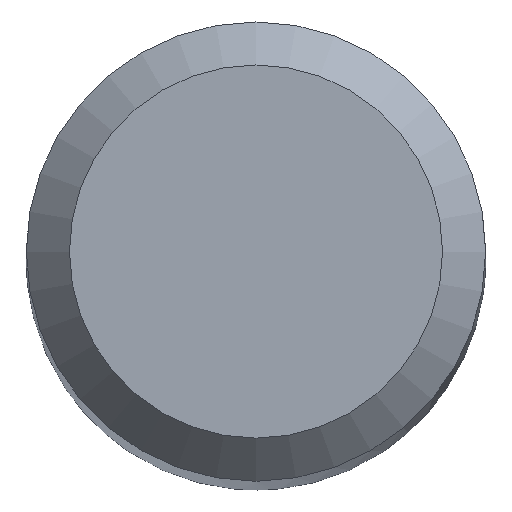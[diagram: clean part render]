
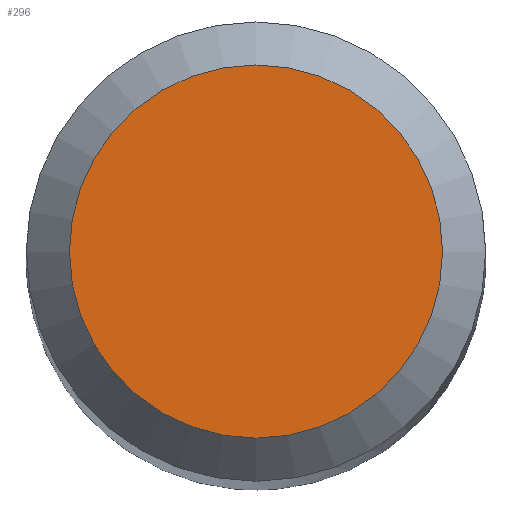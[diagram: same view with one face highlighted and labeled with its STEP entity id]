
A CAD part, top view. The second image highlights one B-rep face of the part: STEP entity #296.
In plain terms, the highlighted planar face has unit normal (0, 0, 1).
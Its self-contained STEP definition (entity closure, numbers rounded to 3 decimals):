
#188=PLANE('',#1002);
#220=FACE_OUTER_BOUND('',#393,.T.);
#270=CIRCLE('',#1000,6.497);
#296=ADVANCED_FACE('NONE',(#220),#188,.T.);
#393=EDGE_LOOP('',(#465));
#465=ORIENTED_EDGE('',*,*,#812,.T.);
#720=VERTEX_POINT('',#1449);
#812=EDGE_CURVE('NONE',#720,#720,#270,.T.);
#1000=AXIS2_PLACEMENT_3D('',#1448,#1085,#1086);
#1002=AXIS2_PLACEMENT_3D('',#1451,#1089,#1090);
#1085=DIRECTION('',(0.,0.,1.));
#1086=DIRECTION('',(1.,0.,0.));
#1089=DIRECTION('',(0.,0.,1.));
#1090=DIRECTION('',(1.,0.,0.));
#1448=CARTESIAN_POINT('',(0.,0.,0.));
#1449=CARTESIAN_POINT('',(6.497,0.,0.));
#1451=CARTESIAN_POINT('',(0.,6.497,0.));
